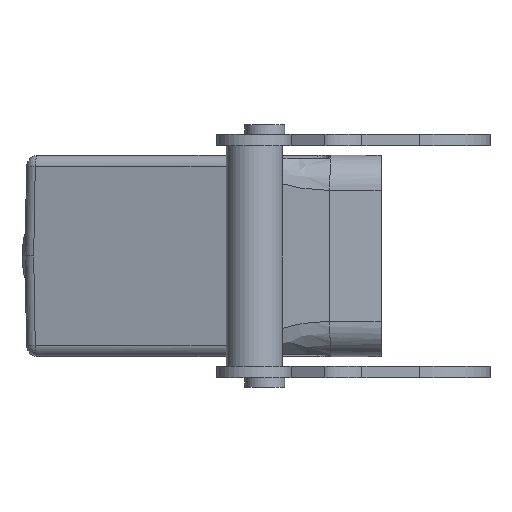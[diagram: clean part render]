
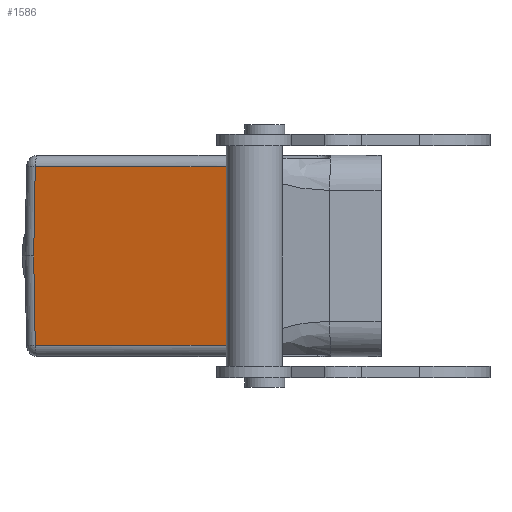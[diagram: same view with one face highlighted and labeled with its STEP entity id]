
A CAD part, left-side view. The second image highlights one B-rep face of the part: STEP entity #1586.
In plain terms, the highlighted planar face has unit normal (-0.966, 0.259, 0).
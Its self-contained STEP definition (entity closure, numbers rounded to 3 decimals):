
#1586=ADVANCED_FACE('',(#2005),#1777,.T.);
#1777=PLANE('',#6325);
#2005=FACE_OUTER_BOUND('',#2320,.T.);
#2320=EDGE_LOOP('',(#3590,#3591,#3592,#3593,#3594));
#3590=ORIENTED_EDGE('',*,*,#4841,.T.);
#3591=ORIENTED_EDGE('',*,*,#4824,.T.);
#3592=ORIENTED_EDGE('',*,*,#4766,.T.);
#3593=ORIENTED_EDGE('',*,*,#4843,.T.);
#3594=ORIENTED_EDGE('',*,*,#4238,.T.);
#3752=VERTEX_POINT('',#7727);
#3765=VERTEX_POINT('',#7819);
#4129=VERTEX_POINT('',#9423);
#4130=VERTEX_POINT('',#9425);
#4167=VERTEX_POINT('',#9819);
#4238=EDGE_CURVE('',#3752,#3765,#4907,.T.);
#4766=EDGE_CURVE('',#4130,#4129,#5287,.T.);
#4824=EDGE_CURVE('',#4167,#4130,#5311,.T.);
#4841=EDGE_CURVE('',#3765,#4167,#5317,.T.);
#4843=EDGE_CURVE('',#4129,#3752,#5318,.T.);
#4907=LINE('',#7820,#5361);
#5287=LINE('',#9424,#5741);
#5311=LINE('',#9818,#5765);
#5317=LINE('',#9942,#5771);
#5318=LINE('',#9948,#5772);
#5361=VECTOR('',#6438,1.);
#5741=VECTOR('',#7426,1.);
#5765=VECTOR('',#7516,1.);
#5771=VECTOR('',#7536,1.);
#5772=VECTOR('',#7539,1.);
#6325=AXIS2_PLACEMENT_3D('',#9949,#7540,#7541);
#6438=DIRECTION('',(-0.259,-0.966,0.));
#7426=DIRECTION('',(0.005,0.017,-1.));
#7516=DIRECTION('',(0.259,0.966,0.));
#7536=DIRECTION('',(0.,0.,1.));
#7539=DIRECTION('',(-0.005,-0.017,-1.));
#7540=DIRECTION('',(-0.966,0.259,0.));
#7541=DIRECTION('',(-0.259,-0.966,0.));
#7727=CARTESIAN_POINT('',(-46.644,64.815,-19.));
#7819=CARTESIAN_POINT('',(-58.138,21.917,-19.));
#7820=CARTESIAN_POINT('',(-46.644,64.815,-19.));
#9423=CARTESIAN_POINT('',(-46.555,65.147,0.));
#9424=CARTESIAN_POINT('',(-46.644,64.815,19.));
#9425=CARTESIAN_POINT('',(-46.644,64.815,19.));
#9818=CARTESIAN_POINT('',(-58.138,21.917,19.));
#9819=CARTESIAN_POINT('',(-58.138,21.917,19.));
#9942=CARTESIAN_POINT('',(-58.138,21.917,-19.));
#9948=CARTESIAN_POINT('',(-46.555,65.147,0.));
#9949=CARTESIAN_POINT('',(-45.449,69.275,-21.5));
